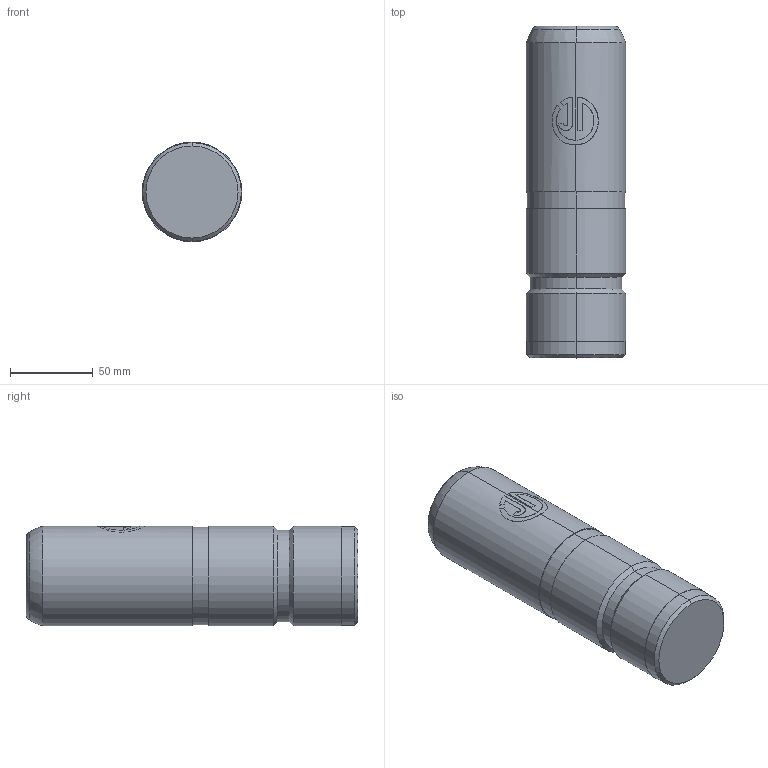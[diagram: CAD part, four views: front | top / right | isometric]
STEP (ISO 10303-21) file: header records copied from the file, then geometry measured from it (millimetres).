
FILE_DESCRIPTION (( 'STEP AP214' ), '1' );
FILE_NAME ('JPM-D60-L200.STEP', '2021-10-06T08:15:03', ( '' ), ( '' ), 'SwSTEP 2.0', 'SolidWorks 2016', '' );
FILE_SCHEMA (( 'AUTOMOTIVE_DESIGN' ));
Length unit declared in the file: millimetre
Products named in the file (2): JPM-D60-L200
Bounding box: 60 x 200 x 60 mm (x, y, z)
Volume: 552925.3 mm3; surface area: 43632.8 mm2
Topology: 1 solids, 1 shells, 49 faces, 111 edges, 67 vertices
Faces by surface type: cylinder 16, plane 11, cone 10, bspline 8, torus 4
Entity records: 3080 total; most frequent: CARTESIAN_POINT 1969, ORIENTED_EDGE 218, DIRECTION 209, EDGE_CURVE 109, AXIS2_PLACEMENT_3D 87, VERTEX_POINT 67, EDGE_LOOP 54, ADVANCED_FACE 49
